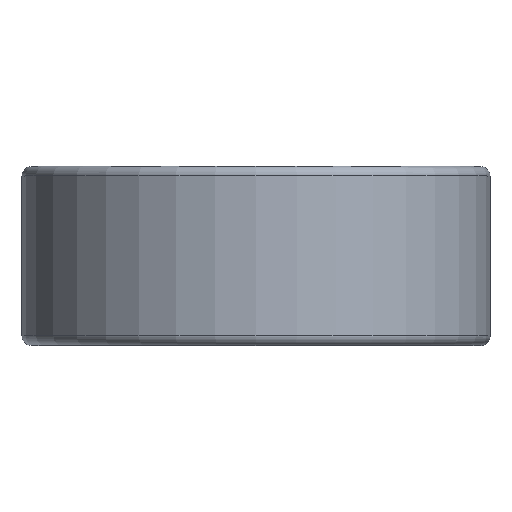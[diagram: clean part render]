
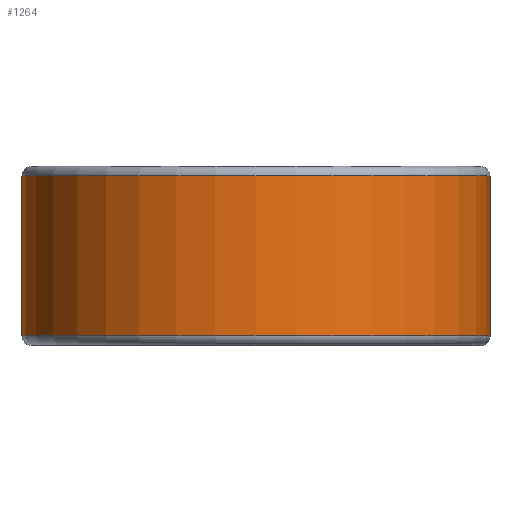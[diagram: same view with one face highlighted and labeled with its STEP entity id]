
A CAD part, top view. The second image highlights one B-rep face of the part: STEP entity #1264.
In plain terms, the highlighted cylindrical face has radius 18.682 mm (diameter 37.363 mm), a partial arc.
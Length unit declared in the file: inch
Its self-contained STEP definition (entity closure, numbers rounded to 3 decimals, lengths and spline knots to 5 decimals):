
#110 = ORIENTED_EDGE ( 'NONE', *, *, #439, .T. ) ;
#168 = VERTEX_POINT ( 'NONE', #1200 ) ;
#286 = EDGE_CURVE ( 'NONE', #168, #437, #2094, .T. ) ;
#414 = EDGE_CURVE ( 'NONE', #615, #168, #1022, .T. ) ;
#431 = EDGE_CURVE ( 'NONE', #615, #1359, #1903, .T. ) ;
#437 = VERTEX_POINT ( 'NONE', #1317 ) ;
#439 = EDGE_CURVE ( 'NONE', #1359, #437, #2251, .T. ) ;
#456 = ORIENTED_EDGE ( 'NONE', *, *, #431, .T. ) ;
#569 = CYLINDRICAL_SURFACE ( 'NONE', #612, 0.7355 ) ;
#612 = AXIS2_PLACEMENT_3D ( 'NONE', #1791, #664, #1617 ) ;
#615 = VERTEX_POINT ( 'NONE', #2234 ) ;
#664 = DIRECTION ( 'NONE',  ( 0., -1., 0. ) ) ;
#763 = VECTOR ( 'NONE', #2077, 39.37008 ) ;
#876 = ORIENTED_EDGE ( 'NONE', *, *, #414, .F. ) ;
#1022 = CIRCLE ( 'NONE', #1381, 0.7355 ) ;
#1137 = VECTOR ( 'NONE', #1376, 39.37008 ) ;
#1188 = FACE_OUTER_BOUND ( 'NONE', #2186, .T. ) ;
#1200 = CARTESIAN_POINT ( 'NONE',  ( 0., -0.25125, -0.7355 ) ) ;
#1221 = DIRECTION ( 'NONE',  ( 0., 0., -1. ) ) ;
#1227 = DIRECTION ( 'NONE',  ( 0., -1., 0. ) ) ;
#1230 = CARTESIAN_POINT ( 'NONE',  ( 0., 0.25125, 0. ) ) ;
#1264 = ADVANCED_FACE ( 'NONE', ( #1188 ), #569, .T. ) ;
#1310 = AXIS2_PLACEMENT_3D ( 'NONE', #1230, #1227, #1221 ) ;
#1317 = CARTESIAN_POINT ( 'NONE',  ( 0., 0.25125, -0.7355 ) ) ;
#1359 = VERTEX_POINT ( 'NONE', #1986 ) ;
#1373 = CARTESIAN_POINT ( 'NONE',  ( 0.7355, 0.25125, 0. ) ) ;
#1376 = DIRECTION ( 'NONE',  ( 0., 1., 0. ) ) ;
#1381 = AXIS2_PLACEMENT_3D ( 'NONE', #1445, #1415, #1404 ) ;
#1404 = DIRECTION ( 'NONE',  ( 0., 0., -1. ) ) ;
#1415 = DIRECTION ( 'NONE',  ( 0., -1., 0. ) ) ;
#1445 = CARTESIAN_POINT ( 'NONE',  ( 0., -0.25125, 0. ) ) ;
#1617 = DIRECTION ( 'NONE',  ( 0., 0., -1. ) ) ;
#1620 = CARTESIAN_POINT ( 'NONE',  ( 0., 0.25125, -0.7355 ) ) ;
#1728 = ORIENTED_EDGE ( 'NONE', *, *, #286, .F. ) ;
#1791 = CARTESIAN_POINT ( 'NONE',  ( 0., 0.25, 0. ) ) ;
#1903 = LINE ( 'NONE', #1373, #1137 ) ;
#1986 = CARTESIAN_POINT ( 'NONE',  ( 0.7355, 0.25125, 0. ) ) ;
#2077 = DIRECTION ( 'NONE',  ( 0., 1., 0. ) ) ;
#2094 = LINE ( 'NONE', #1620, #763 ) ;
#2186 = EDGE_LOOP ( 'NONE', ( #456, #110, #1728, #876 ) ) ;
#2234 = CARTESIAN_POINT ( 'NONE',  ( 0.7355, -0.25125, 0. ) ) ;
#2251 = CIRCLE ( 'NONE', #1310, 0.7355 ) ;
